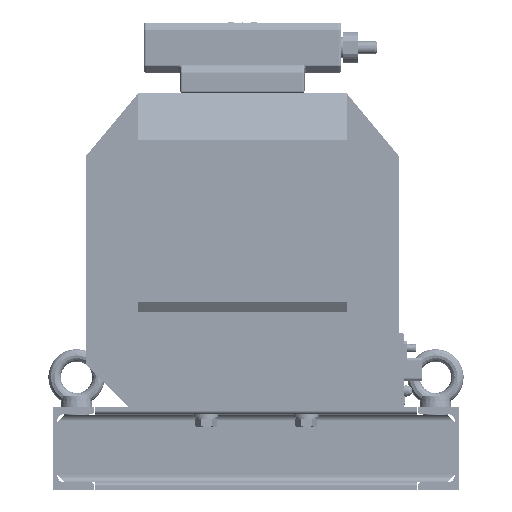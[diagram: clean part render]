
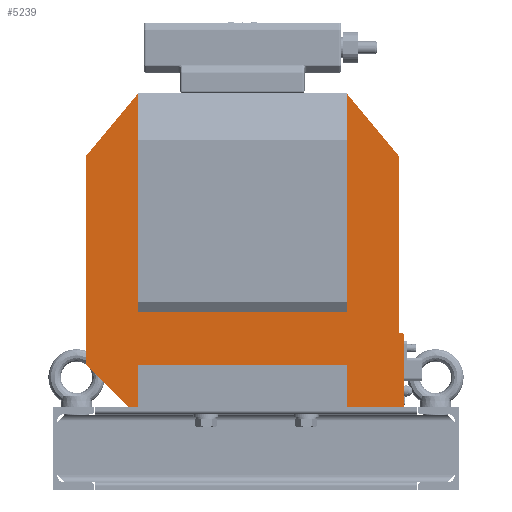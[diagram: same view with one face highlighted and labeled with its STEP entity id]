
A CAD part, front view. The second image highlights one B-rep face of the part: STEP entity #5239.
In plain terms, the highlighted planar face has unit normal (0, -1, 0).
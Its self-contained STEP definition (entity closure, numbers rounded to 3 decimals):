
#5239=ADVANCED_FACE('',(#24922),#24924,.T.);
#24922=FACE_BOUND('',#24923,.T.);
#24923=EDGE_LOOP('',(#40433,#40434,#40435,#40436,#40437,#40438,#40439,#40440,#40441,
#40442,#40443,#40444,#40445,#40446,#40447));
#24924=PLANE('',#24925);
#24925=AXIS2_PLACEMENT_3D('',#24926,#24927,#24928);
#24926=CARTESIAN_POINT('',(150.,-70.,150.));
#24927=DIRECTION('',(0.,-1.,0.));
#24928=DIRECTION('',(-1.,0.,0.));
#40433=ORIENTED_EDGE('',*,*,#46567,.T.);
#40434=ORIENTED_EDGE('',*,*,#46568,.T.);
#40435=ORIENTED_EDGE('',*,*,#46569,.F.);
#40436=ORIENTED_EDGE('',*,*,#46570,.F.);
#40437=ORIENTED_EDGE('',*,*,#46571,.T.);
#40438=ORIENTED_EDGE('',*,*,#46572,.T.);
#40439=ORIENTED_EDGE('',*,*,#46573,.T.);
#40440=ORIENTED_EDGE('',*,*,#46574,.F.);
#40441=ORIENTED_EDGE('',*,*,#46575,.F.);
#40442=ORIENTED_EDGE('',*,*,#46576,.T.);
#40443=ORIENTED_EDGE('',*,*,#46577,.T.);
#40444=ORIENTED_EDGE('',*,*,#46578,.F.);
#40445=ORIENTED_EDGE('',*,*,#46579,.T.);
#40446=ORIENTED_EDGE('',*,*,#46550,.T.);
#40447=ORIENTED_EDGE('',*,*,#46537,.F.);
#46537=EDGE_CURVE('',#49693,#49689,#49695,.T.);
#46550=EDGE_CURVE('',#49716,#49689,#49717,.T.);
#46567=EDGE_CURVE('',#49693,#49746,#49748,.F.);
#46568=EDGE_CURVE('',#49746,#49749,#49750,.T.);
#46569=EDGE_CURVE('',#49751,#49749,#49752,.T.);
#46570=EDGE_CURVE('',#49753,#49751,#49754,.T.);
#46571=EDGE_CURVE('',#49753,#49755,#49756,.F.);
#46572=EDGE_CURVE('',#49755,#49757,#49758,.T.);
#46573=EDGE_CURVE('',#49757,#49759,#49760,.F.);
#46574=EDGE_CURVE('',#49761,#49759,#49762,.T.);
#46575=EDGE_CURVE('',#49763,#49761,#49764,.T.);
#46576=EDGE_CURVE('',#49763,#49765,#49766,.T.);
#46577=EDGE_CURVE('',#49765,#49767,#49768,.T.);
#46578=EDGE_CURVE('',#49769,#49767,#49770,.T.);
#46579=EDGE_CURVE('',#49769,#49716,#49771,.T.);
#49689=VERTEX_POINT('',#56593);
#49693=VERTEX_POINT('',#56601);
#49695=LINE('',#56605,#56606);
#49716=VERTEX_POINT('',#56652);
#49717=LINE('',#56653,#56654);
#49746=VERTEX_POINT('',#56714);
#49748=LINE('',#56718,#56719);
#49749=VERTEX_POINT('',#56721);
#49750=LINE('',#56722,#56723);
#49751=VERTEX_POINT('',#56725);
#49752=LINE('',#56726,#56727);
#49753=VERTEX_POINT('',#56729);
#49754=LINE('',#56730,#56731);
#49755=VERTEX_POINT('',#56733);
#49756=LINE('',#56734,#56735);
#49757=VERTEX_POINT('',#56737);
#49758=LINE('',#56738,#56739);
#49759=VERTEX_POINT('',#56741);
#49760=LINE('',#56742,#56743);
#49761=VERTEX_POINT('',#56745);
#49762=LINE('',#56746,#56747);
#49763=VERTEX_POINT('',#56749);
#49764=LINE('',#56750,#56751);
#49765=VERTEX_POINT('',#56753);
#49766=LINE('',#56754,#56755);
#49767=VERTEX_POINT('',#56757);
#49768=LINE('',#56758,#56759);
#49769=VERTEX_POINT('',#56761);
#49770=LINE('',#56762,#56763);
#49771=LINE('',#56765,#56766);
#56593=CARTESIAN_POINT('',(150.,-70.,-79.));
#56601=CARTESIAN_POINT('',(150.,-70.,90.));
#56605=CARTESIAN_POINT('',(150.,-70.,90.));
#56606=VECTOR('',#56607,1.);
#56607=DIRECTION('',(0.,0.,-1.));
#56652=CARTESIAN_POINT('',(155.,-70.,-80.34));
#56653=CARTESIAN_POINT('',(155.,-70.,-80.34));
#56654=VECTOR('',#56655,1.);
#56655=DIRECTION('',(-0.966,0.,0.259));
#56714=CARTESIAN_POINT('',(100.,-70.,150.));
#56718=CARTESIAN_POINT('',(100.,-70.,150.));
#56719=VECTOR('',#56720,1.);
#56720=DIRECTION('',(0.64,0.,-0.768));
#56721=CARTESIAN_POINT('',(100.,-70.,-59.378));
#56722=CARTESIAN_POINT('',(100.,-70.,150.));
#56723=VECTOR('',#56724,1.);
#56724=DIRECTION('',(0.,0.,-1.));
#56725=CARTESIAN_POINT('',(-100.,-70.,-59.378));
#56726=CARTESIAN_POINT('',(-100.,-70.,-59.378));
#56727=VECTOR('',#56728,1.);
#56728=DIRECTION('',(1.,0.,0.));
#56729=CARTESIAN_POINT('',(-100.,-70.,150.));
#56730=CARTESIAN_POINT('',(-100.,-70.,150.));
#56731=VECTOR('',#56732,1.);
#56732=DIRECTION('',(0.,0.,-1.));
#56733=CARTESIAN_POINT('',(-150.,-70.,90.));
#56734=CARTESIAN_POINT('',(-150.,-70.,90.));
#56735=VECTOR('',#56736,1.);
#56736=DIRECTION('',(0.64,0.,0.768));
#56737=CARTESIAN_POINT('',(-150.,-70.,-110.));
#56738=CARTESIAN_POINT('',(-150.,-70.,90.));
#56739=VECTOR('',#56740,1.);
#56740=DIRECTION('',(0.,0.,-1.));
#56741=CARTESIAN_POINT('',(-110.,-70.,-150.));
#56742=CARTESIAN_POINT('',(-110.,-70.,-150.));
#56743=VECTOR('',#56744,1.);
#56744=DIRECTION('',(-0.707,0.,0.707));
#56745=CARTESIAN_POINT('',(-100.,-70.,-150.));
#56746=CARTESIAN_POINT('',(-100.,-70.,-150.));
#56747=VECTOR('',#56748,1.);
#56748=DIRECTION('',(-1.,0.,0.));
#56749=CARTESIAN_POINT('',(-100.,-70.,-110.));
#56750=CARTESIAN_POINT('',(-100.,-70.,-110.));
#56751=VECTOR('',#56752,1.);
#56752=DIRECTION('',(0.,0.,-1.));
#56753=CARTESIAN_POINT('',(100.,-70.,-110.));
#56754=CARTESIAN_POINT('',(-100.,-70.,-110.));
#56755=VECTOR('',#56756,1.);
#56756=DIRECTION('',(1.,0.,0.));
#56757=CARTESIAN_POINT('',(100.,-70.,-150.));
#56758=CARTESIAN_POINT('',(100.,-70.,-110.));
#56759=VECTOR('',#56760,1.);
#56760=DIRECTION('',(0.,0.,-1.));
#56761=CARTESIAN_POINT('',(155.,-70.,-150.));
#56762=CARTESIAN_POINT('',(155.,-70.,-150.));
#56763=VECTOR('',#56764,1.);
#56764=DIRECTION('',(-1.,0.,0.));
#56765=CARTESIAN_POINT('',(155.,-70.,-150.));
#56766=VECTOR('',#56767,1.);
#56767=DIRECTION('',(0.,0.,1.));
